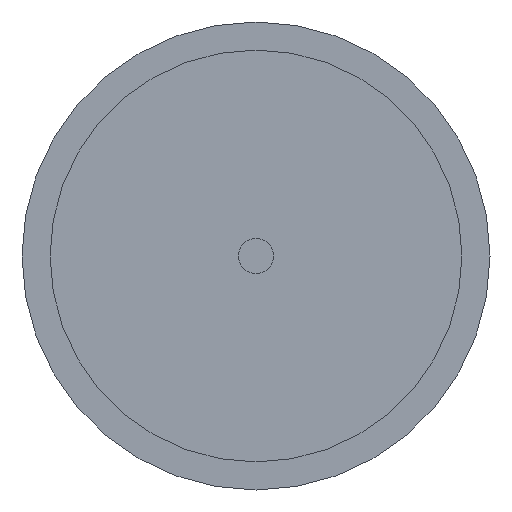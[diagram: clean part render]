
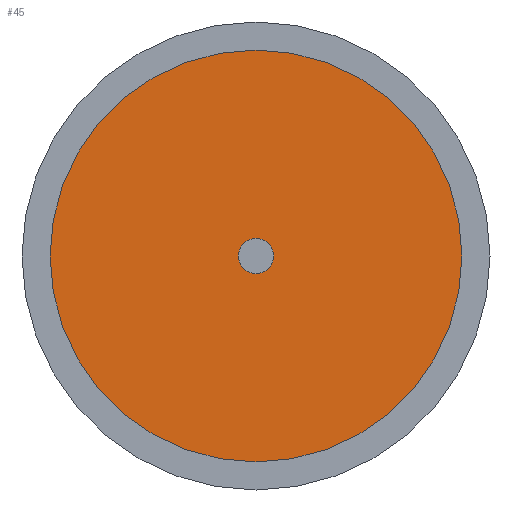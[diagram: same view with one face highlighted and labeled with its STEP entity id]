
A CAD part, front view. The second image highlights one B-rep face of the part: STEP entity #45.
In plain terms, the highlighted planar face has unit normal (0, -1, 0).
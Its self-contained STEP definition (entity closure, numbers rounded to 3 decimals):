
#45 = ADVANCED_FACE( '', ( #91, #92 ), #93, .F. );
#91 = FACE_BOUND( '', #133, .T. );
#92 = FACE_OUTER_BOUND( '', #134, .T. );
#93 = PLANE( '', #135 );
#133 = EDGE_LOOP( '', ( #215 ) );
#134 = EDGE_LOOP( '', ( #216 ) );
#135 = AXIS2_PLACEMENT_3D( '', #217, #218, #219 );
#215 = ORIENTED_EDGE( '', *, *, #234, .F. );
#216 = ORIENTED_EDGE( '', *, *, #241, .T. );
#217 = CARTESIAN_POINT( '', ( 52.8, -2., 0. ) );
#218 = DIRECTION( '', ( 0., 1., 0. ) );
#219 = DIRECTION( '', ( 0., 0., 1. ) );
#234 = EDGE_CURVE( '', #255, #255, #256, .F. );
#241 = EDGE_CURVE( '', #265, #265, #266, .T. );
#255 = VERTEX_POINT( '', #280 );
#256 = CIRCLE( '', #281, 4.5 );
#265 = VERTEX_POINT( '', #290 );
#266 = CIRCLE( '', #291, 52.8 );
#280 = CARTESIAN_POINT( '', ( 0., -2., 4.5 ) );
#281 = AXIS2_PLACEMENT_3D( '', #306, #307, #308 );
#290 = CARTESIAN_POINT( '', ( 0., -2., -52.8 ) );
#291 = AXIS2_PLACEMENT_3D( '', #315, #316, #317 );
#306 = CARTESIAN_POINT( '', ( 0., -2., 0. ) );
#307 = DIRECTION( '', ( 0., 1., 0. ) );
#308 = DIRECTION( '', ( 0., 0., 1. ) );
#315 = CARTESIAN_POINT( '', ( 0., -2., 0. ) );
#316 = DIRECTION( '', ( 0., -1., 0. ) );
#317 = DIRECTION( '', ( 0., 0., -1. ) );
